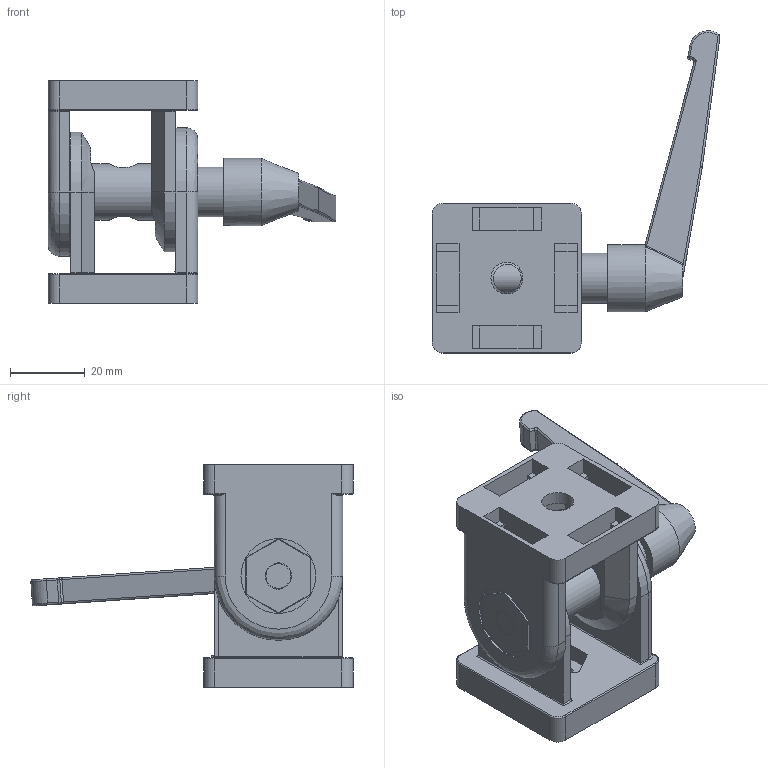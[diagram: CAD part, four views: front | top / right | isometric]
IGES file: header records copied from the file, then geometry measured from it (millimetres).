
Global section: file name: 324041.stp.ipt; native system: Autodesk Inventor 2014; preprocessor: unknown; author: zeman; date: 20151020.095934; units: millimetre
Bounding box: 76.97 x 86.19 x 59.6 mm (x, y, z)
Volume: 54578.1 mm3; surface area: 31412.8 mm2
Topology: 8 solids, 8 shells, 306 faces, 736 edges, 458 vertices
Faces by surface type: plane 185, revolution 57, cylinder 48, bspline 8, cone 4, sphere 4
Full cylindrical faces by diameter (mm): 8 x1, 13 x2, 13.4 x1, 15 x1, 16.8 x1, 18 x1, 25.8 x2
